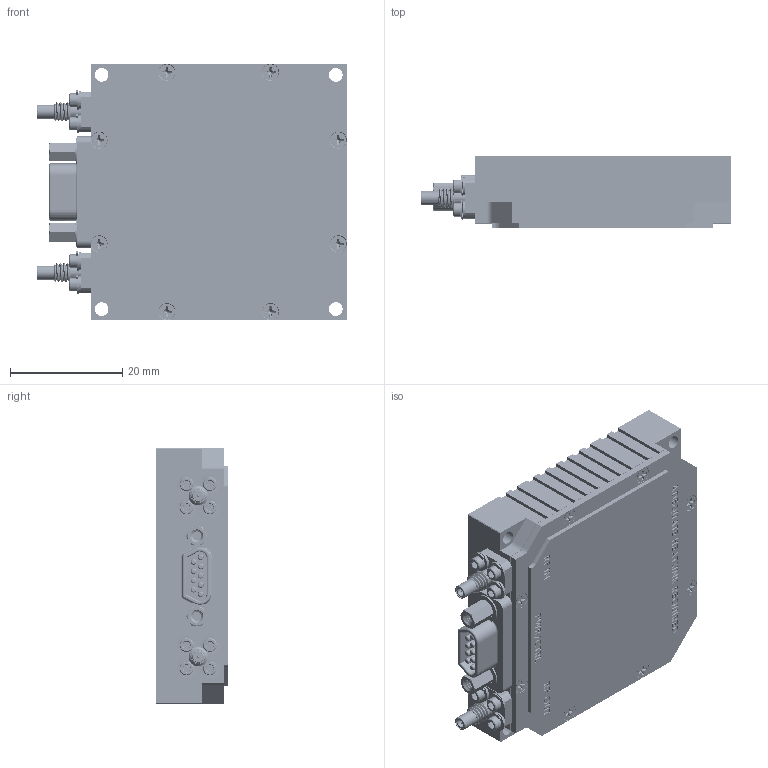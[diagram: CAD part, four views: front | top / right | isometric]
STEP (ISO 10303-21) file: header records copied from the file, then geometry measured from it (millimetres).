
FILE_DESCRIPTION (( 'STEP AP214' ), '1' );
FILE_NAME ('PE15A5083.STEP', '2020-05-26T16:55:52', ( '' ), ( '' ), 'SwSTEP 2.0', 'SolidWorks 2019', '' );
FILE_SCHEMA (( 'AUTOMOTIVE_DESIGN' ));
Length unit declared in the file: inch
Products named in the file (19): C25001111(block); A6038-1200; 5710-120-16_92141A001; 0-80 screw sub assy; MDM JACK POST LOCK_98449A500; 92196A053_92196A053; MDM JACK POST_91075A512; MDM-9P; PE15A5083; 96640A005_96640A005; B6038-1300; 92146A510_92146A510
Assembly tree (49 placements, depth 3):
  PE15A5083
    A6038-1200
    MDM-9P
    B6038-1300
    96640A005_96640A005  x8
    MDM JACK POST LOCK_98449A500  x2
    MDM JACK POST_91075A512  x2
    0-80 screw sub assy
      92196A053_92196A053
      92146A510_92146A510
      5710-120-16_92141A001
    0-80 screw sub assy
      92196A053_92196A053
      92146A510_92146A510
      5710-120-16_92141A001
    0-80 screw sub assy
      92196A053_92196A053
      92146A510_92146A510
      5710-120-16_92141A001
    0-80 screw sub assy
      92196A053_92196A053
      92146A510_92146A510
      5710-120-16_92141A001
    0-80 screw sub assy
      92196A053_92196A053
      92146A510_92146A510
      5710-120-16_92141A001
    0-80 screw sub assy
      92196A053_92196A053
      92146A510_92146A510
      5710-120-16_92141A001
    0-80 screw sub assy
      92196A053_92196A053
      92146A510_92146A510
      5710-120-16_92141A001
    0-80 screw sub assy
      92196A053_92196A053
      92146A510_92146A510
      5710-120-16_92141A001
    C25001111(block)  x2
Bounding box: 55.24 x 12.78 x 45.72 mm (x, y, z)
Volume: 13478.8 mm3; surface area: 16460.9 mm2
Topology: 41 solids, 41 shells, 3095 faces, 8383 edges, 5477 vertices
Faces by surface type: cylinder 1290, plane 1126, cone 330, bspline 318, torus 31
Entity records: 72587 total; most frequent: CARTESIAN_POINT 30459, ORIENTED_EDGE 8942, DIRECTION 7257, EDGE_CURVE 4471, VERTEX_POINT 2950, LINE 2919, VECTOR 2919, AXIS2_PLACEMENT_3D 2169
